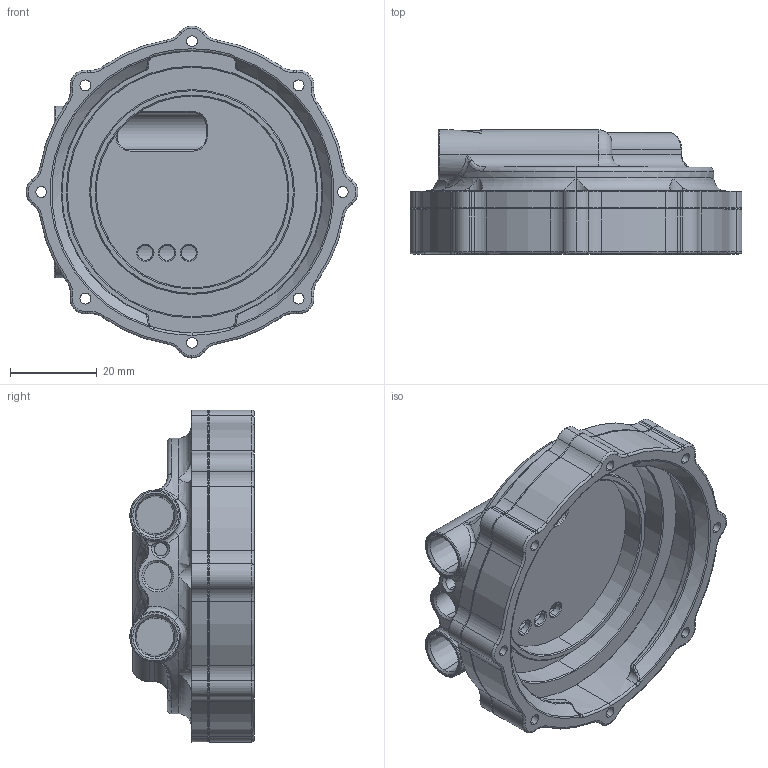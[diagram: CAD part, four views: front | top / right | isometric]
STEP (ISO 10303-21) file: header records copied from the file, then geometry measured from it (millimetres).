
FILE_DESCRIPTION (( 'STEP AP214' ), '1' );
FILE_NAME ('la_pavoni_heated_grouphead.STEP', '2022-11-08T02:31:45', ( '' ), ( '' ), 'SwSTEP 2.0', 'SolidWorks 2018', '' );
FILE_SCHEMA (( 'AUTOMOTIVE_DESIGN' ));
Length unit declared in the file: millimetre
Products named in the file (1): la_pavoni_heated_grouphead
Bounding box: 76.48 x 28.61 x 76.5 mm (x, y, z)
Volume: 32314.6 mm3; surface area: 23862.6 mm2
Topology: 2 solids, 3 shells, 600 faces, 1448 edges, 850 vertices
Faces by surface type: cylinder 212, cone 202, torus 69, bspline 68, plane 40, sphere 9
Entity records: 24449 total; most frequent: CARTESIAN_POINT 10514, DIRECTION 3080, ORIENTED_EDGE 2884, EDGE_CURVE 1442, AXIS2_PLACEMENT_3D 1318, VERTEX_POINT 850, CIRCLE 785, EDGE_LOOP 644
